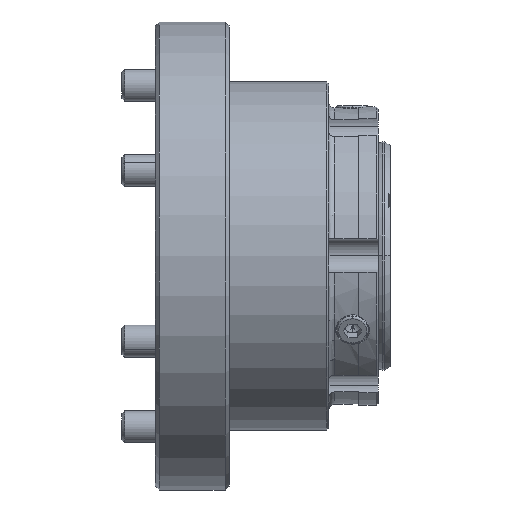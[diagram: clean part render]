
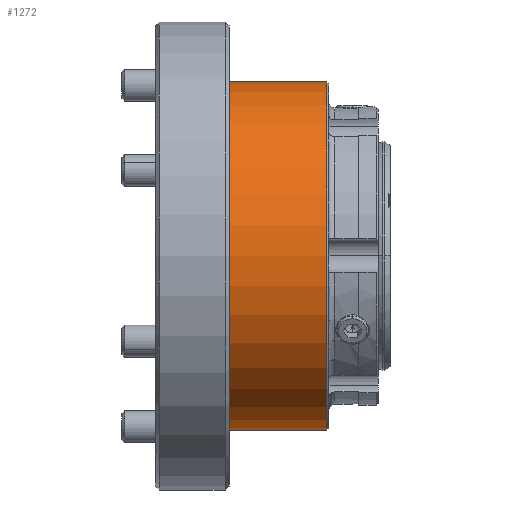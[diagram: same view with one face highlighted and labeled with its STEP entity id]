
A CAD part, top view. The second image highlights one B-rep face of the part: STEP entity #1272.
In plain terms, the highlighted cylindrical face has radius 87.5 mm (diameter 175 mm), a partial arc.
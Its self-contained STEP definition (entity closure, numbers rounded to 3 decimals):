
#1004 = VECTOR ( 'NONE', #6272, 1000. ) ;
#1272 = ADVANCED_FACE ( 'NONE', ( #4524 ), #8681, .T. ) ;
#1739 = DIRECTION ( 'NONE',  ( -1., 0., 0. ) ) ;
#1837 = DIRECTION ( 'NONE',  ( -1., 0., 0. ) ) ;
#2129 = CARTESIAN_POINT ( 'NONE',  ( 0., -87.5, 0. ) ) ;
#2177 = CARTESIAN_POINT ( 'NONE',  ( 12., -87.5, 0. ) ) ;
#2440 = EDGE_LOOP ( 'NONE', ( #5424, #6592, #7180, #8394 ) ) ;
#2533 = DIRECTION ( 'NONE',  ( 0., 1., 0. ) ) ;
#3155 = AXIS2_PLACEMENT_3D ( 'NONE', #7709, #11863, #2533 ) ;
#3162 = VERTEX_POINT ( 'NONE', #5372 ) ;
#3496 = DIRECTION ( 'NONE',  ( -1., 0., 0. ) ) ;
#4223 = AXIS2_PLACEMENT_3D ( 'NONE', #11054, #1739, #5881 ) ;
#4524 = FACE_OUTER_BOUND ( 'NONE', #2440, .T. ) ;
#4552 = EDGE_CURVE ( 'NONE', #3162, #5300, #7002, .T. ) ;
#5300 = VERTEX_POINT ( 'NONE', #5682 ) ;
#5318 = VERTEX_POINT ( 'NONE', #7794 ) ;
#5372 = CARTESIAN_POINT ( 'NONE',  ( 64., 87.5, 0. ) ) ;
#5373 = EDGE_CURVE ( 'NONE', #5318, #3162, #10087, .T. ) ;
#5424 = ORIENTED_EDGE ( 'NONE', *, *, #5373, .T. ) ;
#5682 = CARTESIAN_POINT ( 'NONE',  ( 12., 87.5, 0. ) ) ;
#5881 = DIRECTION ( 'NONE',  ( 0., -1., 0. ) ) ;
#5930 = VECTOR ( 'NONE', #1837, 1000. ) ;
#6113 = EDGE_CURVE ( 'NONE', #5300, #10752, #9018, .T. ) ;
#6272 = DIRECTION ( 'NONE',  ( -1., 0., 0. ) ) ;
#6592 = ORIENTED_EDGE ( 'NONE', *, *, #4552, .T. ) ;
#7002 = LINE ( 'NONE', #11163, #5930 ) ;
#7180 = ORIENTED_EDGE ( 'NONE', *, *, #6113, .T. ) ;
#7655 = DIRECTION ( 'NONE',  ( 0., -1., 0. ) ) ;
#7709 = CARTESIAN_POINT ( 'NONE',  ( 12., 0., 0. ) ) ;
#7794 = CARTESIAN_POINT ( 'NONE',  ( 64., -87.5, 0. ) ) ;
#8394 = ORIENTED_EDGE ( 'NONE', *, *, #11544, .F. ) ;
#8681 = CYLINDRICAL_SURFACE ( 'NONE', #11277, 87.5 ) ;
#9018 = CIRCLE ( 'NONE', #3155, 87.5 ) ;
#10087 = CIRCLE ( 'NONE', #4223, 87.5 ) ;
#10752 = VERTEX_POINT ( 'NONE', #2177 ) ;
#11054 = CARTESIAN_POINT ( 'NONE',  ( 64., 0., 0. ) ) ;
#11163 = CARTESIAN_POINT ( 'NONE',  ( 0., 87.5, 0. ) ) ;
#11277 = AXIS2_PLACEMENT_3D ( 'NONE', #12842, #3496, #7655 ) ;
#11461 = LINE ( 'NONE', #2129, #1004 ) ;
#11544 = EDGE_CURVE ( 'NONE', #5318, #10752, #11461, .T. ) ;
#11863 = DIRECTION ( 'NONE',  ( 1., 0., 0. ) ) ;
#12842 = CARTESIAN_POINT ( 'NONE',  ( 0., 0., 0. ) ) ;
